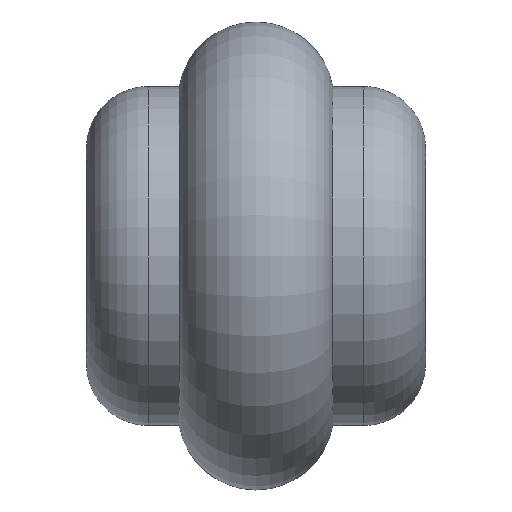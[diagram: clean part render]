
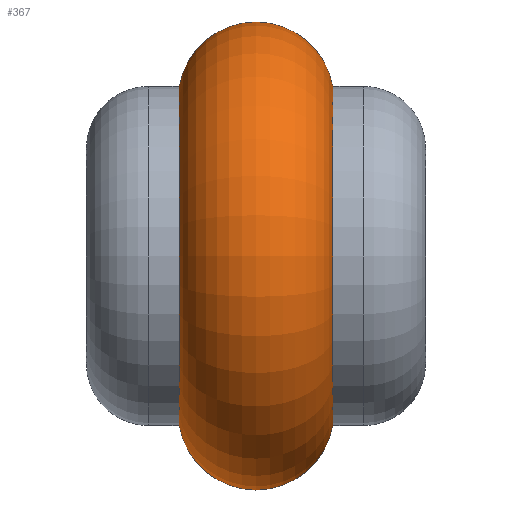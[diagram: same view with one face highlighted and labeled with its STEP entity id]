
A CAD part, left-side view. The second image highlights one B-rep face of the part: STEP entity #367.
In plain terms, the highlighted toroidal (fillet/blend) face has major radius 11.5 mm and minor radius 5.75 mm.
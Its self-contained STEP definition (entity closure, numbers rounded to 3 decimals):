
#15 = CIRCLE ( 'NONE', #452, 12.5 ) ;
#43 = TOROIDAL_SURFACE ( 'NONE', #372, 11.5, 5.75 ) ;
#59 = VERTEX_POINT ( 'NONE', #500 ) ;
#66 = CARTESIAN_POINT ( 'NONE',  ( 0., -5.662, -12.5 ) ) ;
#72 = FACE_OUTER_BOUND ( 'NONE', #275, .T. ) ;
#128 = EDGE_CURVE ( 'NONE', #59, #299, #171, .T. ) ;
#136 = CIRCLE ( 'NONE', #259, 12.5 ) ;
#140 = CIRCLE ( 'NONE', #149, 5.75 ) ;
#143 = DIRECTION ( 'NONE',  ( 0., 0., -1. ) ) ;
#149 = AXIS2_PLACEMENT_3D ( 'NONE', #540, #538, #537 ) ;
#157 = DIRECTION ( 'NONE',  ( 0., -1., 0. ) ) ;
#161 = DIRECTION ( 'NONE',  ( 0., 0., -1. ) ) ;
#163 = CARTESIAN_POINT ( 'NONE',  ( 0., -5.662, 0. ) ) ;
#166 = DIRECTION ( 'NONE',  ( 1., 0., 0. ) ) ;
#171 = CIRCLE ( 'NONE', #435, 5.75 ) ;
#190 = EDGE_CURVE ( 'NONE', #307, #498, #140, .T. ) ;
#221 = EDGE_CURVE ( 'NONE', #59, #307, #136, .T. ) ;
#243 = ORIENTED_EDGE ( 'NONE', *, *, #128, .F. ) ;
#259 = AXIS2_PLACEMENT_3D ( 'NONE', #511, #507, #504 ) ;
#275 = EDGE_LOOP ( 'NONE', ( #243, #280, #410, #319 ) ) ;
#278 = DIRECTION ( 'NONE',  ( 0., 0., -1. ) ) ;
#280 = ORIENTED_EDGE ( 'NONE', *, *, #221, .T. ) ;
#289 = CARTESIAN_POINT ( 'NONE',  ( 0., 0., 0. ) ) ;
#299 = VERTEX_POINT ( 'NONE', #455 ) ;
#307 = VERTEX_POINT ( 'NONE', #444 ) ;
#319 = ORIENTED_EDGE ( 'NONE', *, *, #397, .F. ) ;
#350 = DIRECTION ( 'NONE',  ( 0., -1., 0. ) ) ;
#367 = ADVANCED_FACE ( 'NONE', ( #72 ), #43, .T. ) ;
#372 = AXIS2_PLACEMENT_3D ( 'NONE', #289, #350, #278 ) ;
#397 = EDGE_CURVE ( 'NONE', #299, #498, #15, .T. ) ;
#410 = ORIENTED_EDGE ( 'NONE', *, *, #190, .T. ) ;
#435 = AXIS2_PLACEMENT_3D ( 'NONE', #521, #166, #161 ) ;
#444 = CARTESIAN_POINT ( 'NONE',  ( 0., 5.662, -12.5 ) ) ;
#452 = AXIS2_PLACEMENT_3D ( 'NONE', #163, #157, #143 ) ;
#455 = CARTESIAN_POINT ( 'NONE',  ( 0., -5.662, 12.5 ) ) ;
#498 = VERTEX_POINT ( 'NONE', #66 ) ;
#500 = CARTESIAN_POINT ( 'NONE',  ( 0., 5.662, 12.5 ) ) ;
#504 = DIRECTION ( 'NONE',  ( 0., 0., -1. ) ) ;
#507 = DIRECTION ( 'NONE',  ( 0., -1., 0. ) ) ;
#511 = CARTESIAN_POINT ( 'NONE',  ( 0., 5.662, 0. ) ) ;
#521 = CARTESIAN_POINT ( 'NONE',  ( 0., 0., 11.5 ) ) ;
#537 = DIRECTION ( 'NONE',  ( 0., 0., 1. ) ) ;
#538 = DIRECTION ( 'NONE',  ( -1., 0., 0. ) ) ;
#540 = CARTESIAN_POINT ( 'NONE',  ( 0., 0., -11.5 ) ) ;
